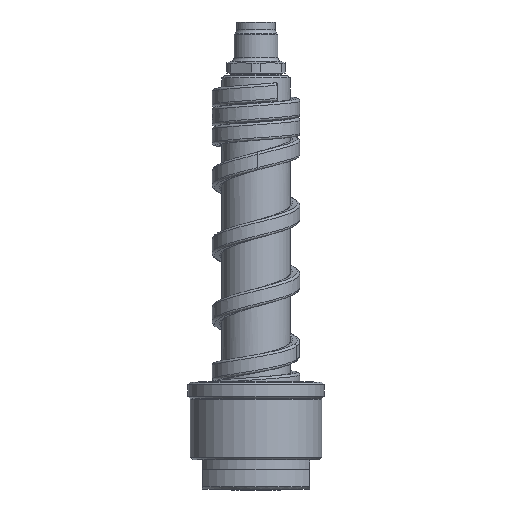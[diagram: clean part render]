
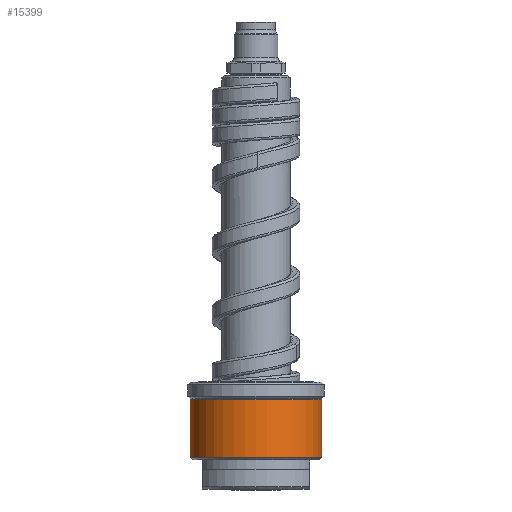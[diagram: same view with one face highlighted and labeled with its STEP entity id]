
A CAD part, front view. The second image highlights one B-rep face of the part: STEP entity #15399.
In plain terms, the highlighted cylindrical face has radius 13.5 mm (diameter 27 mm), a partial arc.
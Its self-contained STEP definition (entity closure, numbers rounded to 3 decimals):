
#4981=CARTESIAN_POINT('',(0.,0.,6.582));
#4982=DIRECTION('',(0.,0.,1.));
#4983=DIRECTION('',(-1.,0.,0.));
#4984=AXIS2_PLACEMENT_3D('',#4981,#4982,#4983);
#4986=DIRECTION('',(0.,0.,-1.));
#4987=VECTOR('',#4986,11.835);
#4988=CARTESIAN_POINT('',(-13.5,0.,18.417));
#4989=LINE('',#4988,#4987);
#4990=CARTESIAN_POINT('',(0.,0.,18.417));
#4991=DIRECTION('',(0.,0.,1.));
#4992=DIRECTION('',(-1.,0.,0.));
#4993=AXIS2_PLACEMENT_3D('',#4990,#4991,#4992);
#4995=DIRECTION('',(0.,0.,-1.));
#4996=VECTOR('',#4995,11.835);
#4997=CARTESIAN_POINT('',(13.5,0.,18.417));
#4998=LINE('',#4997,#4996);
#7029=CARTESIAN_POINT('',(13.5,0.,18.417));
#7030=CARTESIAN_POINT('',(-13.5,0.,18.417));
#7031=VERTEX_POINT('',#7029);
#7032=VERTEX_POINT('',#7030);
#7055=CARTESIAN_POINT('',(13.5,0.,6.582));
#7056=VERTEX_POINT('',#7055);
#7057=CARTESIAN_POINT('',(-13.5,0.,6.582));
#7058=VERTEX_POINT('',#7057);
#15387=CARTESIAN_POINT('',(0.,0.,5.2));
#15388=DIRECTION('',(0.,0.,1.));
#15389=DIRECTION('',(-1.,0.,0.));
#15390=AXIS2_PLACEMENT_3D('',#15387,#15388,#15389);
#15391=CYLINDRICAL_SURFACE('',#15390,13.5);
#15392=ORIENTED_EDGE('',*,*,#15344,.F.);
#15393=ORIENTED_EDGE('',*,*,#15378,.F.);
#15395=ORIENTED_EDGE('',*,*,#15394,.T.);
#15396=ORIENTED_EDGE('',*,*,#15374,.T.);
#15397=EDGE_LOOP('',(#15392,#15393,#15395,#15396));
#15398=FACE_OUTER_BOUND('',#15397,.F.);
#4985=CIRCLE('',#4984,13.5);
#4994=CIRCLE('',#4993,13.5);
#15344=EDGE_CURVE('',#7058,#7056,#4985,.T.);
#15374=EDGE_CURVE('',#7031,#7056,#4998,.T.);
#15378=EDGE_CURVE('',#7032,#7058,#4989,.T.);
#15394=EDGE_CURVE('',#7032,#7031,#4994,.T.);
#15399=ADVANCED_FACE('',(#15398),#15391,.T.);
